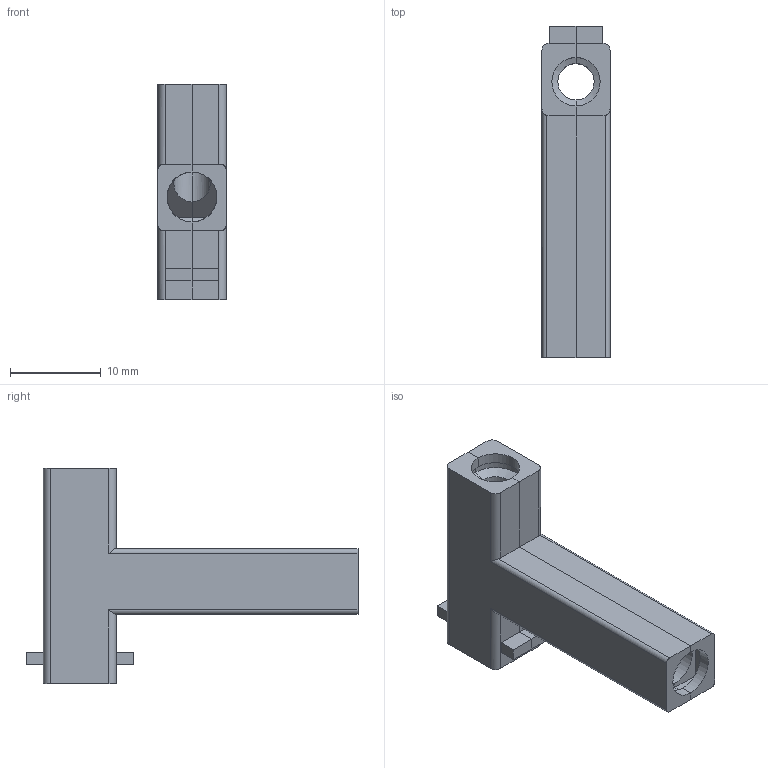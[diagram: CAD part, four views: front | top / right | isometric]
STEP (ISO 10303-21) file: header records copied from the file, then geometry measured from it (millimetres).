
FILE_DESCRIPTION(/* description */ ('','CAx-IF Rec.Pracs.---Representation and Presentation of Product Manufacturing Information (PMI)---4.0---2014-10-13'),/* implementation_level */ '2;1');
FILE_NAME(/* name */ '6.25 Detachable Triple Planoconvex_.step',/* time_stamp */ '2024-12-17T11:56:56-05:00',/* author */ (''),/* organization */ (''),/* preprocessor_version */ 'ST-DEVELOPER v20',/* originating_system */ 'Autodesk Translation Framework v13.20.0.188',/* authorisation */ '');
FILE_SCHEMA (('AP242_MANAGED_MODEL_BASED_3D_ENGINEERING_MIM_LF { 1 0 10303 442 1 1 4 }'));
Length unit declared in the file: millimetre
Products named in the file (1): 6.25 Detachable Reversed Planoconvex
Bounding box: 7.5 x 36.57 x 23.7 mm (x, y, z)
Volume: 1539.5 mm3; surface area: 2954.1 mm2
Topology: 2 solids, 2 shells, 139 faces, 402 edges, 268 vertices
Faces by surface type: plane 77, cylinder 44, sphere 18
Entity records: 4726 total; most frequent: CARTESIAN_POINT 916, ORIENTED_EDGE 804, DIRECTION 792, EDGE_CURVE 402, LINE 276, VECTOR 276, VERTEX_POINT 268, AXIS2_PLACEMENT_3D 258
